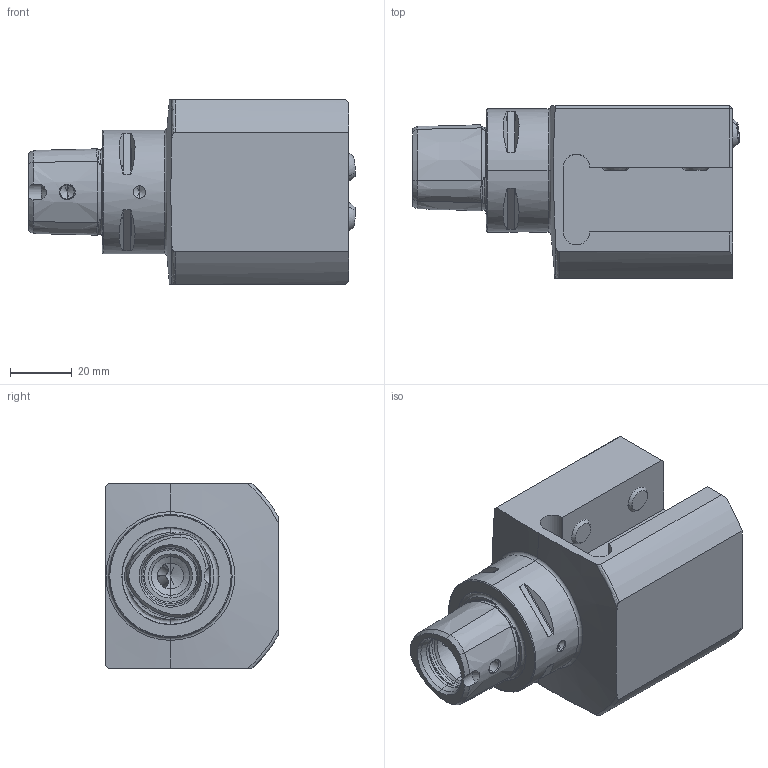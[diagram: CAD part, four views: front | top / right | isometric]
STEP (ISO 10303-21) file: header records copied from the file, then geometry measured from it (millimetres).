
FILE_DESCRIPTION (( 'STEP AP203' ), '1' );
FILE_NAME ('PS4-V20.R21.080.STEP', '2012-05-08T11:35:10', ( 'baer' ), ( 'Hewlett-Packard Company' ), 'SwSTEP 2.0', 'SolidWorks 2012', '' );
FILE_SCHEMA (( 'CONFIG_CONTROL_DESIGN' ));
Length unit declared in the file: millimetre
Products named in the file (6): PS4-V20.R21.080; KU1-U12.001.010; KU1-U12.001.010_2; KU1-U12.001.010_1; ISO 4026 - M10 x 20_PreviewCfg; PS4-V20.R21.080_A
Assembly tree (9 placements, depth 3):
  PS4-V20.R21.080
    PS4-V20.R21.080_A
    ISO 4026 - M10 x 20_PreviewCfg  x4
    KU1-U12.001.010  x2
      KU1-U12.001.010_1
      KU1-U12.001.010_2
Bounding box: 106.19 x 56 x 60 mm (x, y, z)
Volume: 174608.9 mm3; surface area: 39676.8 mm2
Topology: 9 solids, 9 shells, 290 faces, 712 edges, 434 vertices
Faces by surface type: cone 87, plane 84, cylinder 73, torus 38, sphere 8
Entity records: 8114 total; most frequent: CARTESIAN_POINT 2072, DIRECTION 1147, ORIENTED_EDGE 1100, EDGE_CURVE 550, AXIS2_PLACEMENT_3D 471, VERTEX_POINT 338, EDGE_LOOP 254, CIRCLE 230
